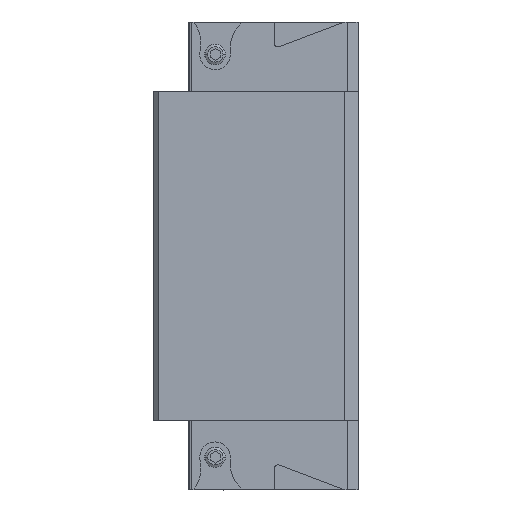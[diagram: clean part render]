
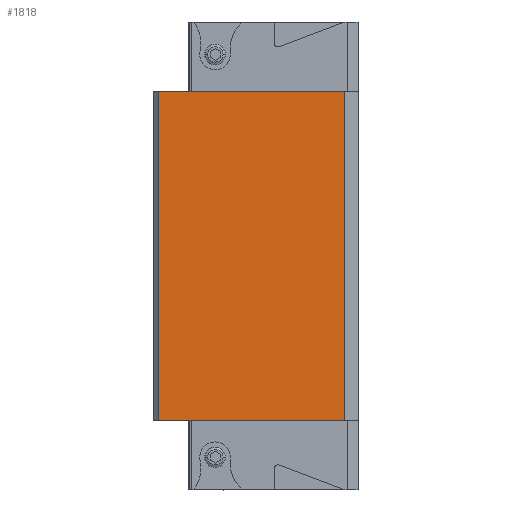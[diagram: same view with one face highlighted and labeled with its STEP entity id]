
A CAD part, left-side view. The second image highlights one B-rep face of the part: STEP entity #1818.
In plain terms, the highlighted face is planar.
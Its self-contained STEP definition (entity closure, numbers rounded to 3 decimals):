
#36 = EDGE_CURVE ( 'NONE', #3950, #2901, #5076, .T. ) ;
#310 = DIRECTION ( 'NONE',  ( 0., 1., 0. ) ) ;
#405 = CARTESIAN_POINT ( 'NONE',  ( 43., -56.3, -48.5 ) ) ;
#434 = CARTESIAN_POINT ( 'NONE',  ( 43., -1.5, 48.5 ) ) ;
#446 = LINE ( 'NONE', #5288, #2240 ) ;
#1059 = EDGE_LOOP ( 'NONE', ( #1399, #3485, #3654, #6182 ) ) ;
#1107 = VECTOR ( 'NONE', #3854, 1000. ) ;
#1399 = ORIENTED_EDGE ( 'NONE', *, *, #36, .T. ) ;
#1516 = PLANE ( 'NONE',  #4895 ) ;
#1742 = VERTEX_POINT ( 'NONE', #434 ) ;
#1818 = ADVANCED_FACE ( 'NONE', ( #3281 ), #1516, .T. ) ;
#2207 = VECTOR ( 'NONE', #6410, 1000. ) ;
#2240 = VECTOR ( 'NONE', #310, 1000. ) ;
#2901 = VERTEX_POINT ( 'NONE', #405 ) ;
#3281 = FACE_OUTER_BOUND ( 'NONE', #1059, .T. ) ;
#3485 = ORIENTED_EDGE ( 'NONE', *, *, #4436, .T. ) ;
#3654 = ORIENTED_EDGE ( 'NONE', *, *, #5260, .F. ) ;
#3854 = DIRECTION ( 'NONE',  ( 0., 1., 0. ) ) ;
#3950 = VERTEX_POINT ( 'NONE', #5323 ) ;
#3971 = LINE ( 'NONE', #5653, #6149 ) ;
#4436 = EDGE_CURVE ( 'NONE', #2901, #5314, #446, .T. ) ;
#4608 = CARTESIAN_POINT ( 'NONE',  ( 43., -1.5, -48.5 ) ) ;
#4895 = AXIS2_PLACEMENT_3D ( 'NONE', #6529, #5401, #7058 ) ;
#5076 = LINE ( 'NONE', #5848, #2207 ) ;
#5151 = DIRECTION ( 'NONE',  ( 0., 0., -1. ) ) ;
#5260 = EDGE_CURVE ( 'NONE', #1742, #5314, #3971, .T. ) ;
#5288 = CARTESIAN_POINT ( 'NONE',  ( 43., 0., -48.5 ) ) ;
#5314 = VERTEX_POINT ( 'NONE', #4608 ) ;
#5323 = CARTESIAN_POINT ( 'NONE',  ( 43., -56.3, 48.5 ) ) ;
#5401 = DIRECTION ( 'NONE',  ( 1., 0., 0. ) ) ;
#5653 = CARTESIAN_POINT ( 'NONE',  ( 43., -1.5, -48.5 ) ) ;
#5848 = CARTESIAN_POINT ( 'NONE',  ( 43., -56.3, -48.5 ) ) ;
#6144 = LINE ( 'NONE', #6676, #1107 ) ;
#6149 = VECTOR ( 'NONE', #5151, 1000. ) ;
#6182 = ORIENTED_EDGE ( 'NONE', *, *, #6924, .F. ) ;
#6410 = DIRECTION ( 'NONE',  ( 0., 0., -1. ) ) ;
#6529 = CARTESIAN_POINT ( 'NONE',  ( 43., -56.3, -48.5 ) ) ;
#6676 = CARTESIAN_POINT ( 'NONE',  ( 43., 0., 48.5 ) ) ;
#6924 = EDGE_CURVE ( 'NONE', #3950, #1742, #6144, .T. ) ;
#7058 = DIRECTION ( 'NONE',  ( 0., 0., -1. ) ) ;
